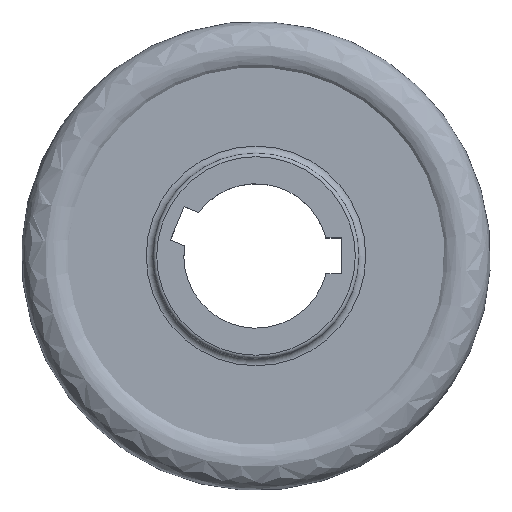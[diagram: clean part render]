
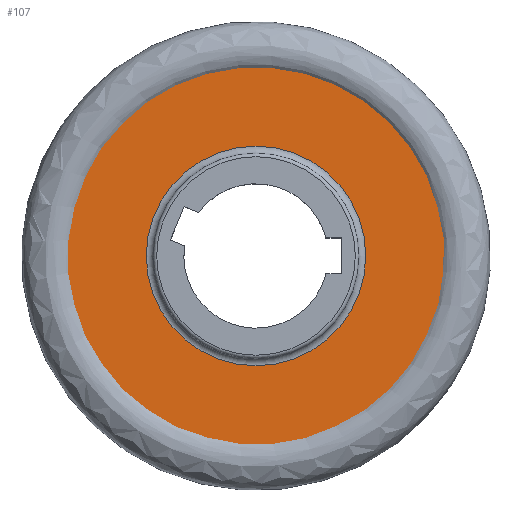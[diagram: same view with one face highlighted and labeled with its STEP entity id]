
A CAD part, top view. The second image highlights one B-rep face of the part: STEP entity #107.
In plain terms, the highlighted planar face has unit normal (0, 0, 1).
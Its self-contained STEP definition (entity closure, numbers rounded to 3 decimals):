
#107=ADVANCED_FACE('',(#137,#138),#127,.F.);
#127=PLANE('',#361);
#137=FACE_BOUND('',#160,.T.);
#138=FACE_BOUND('',#161,.T.);
#160=EDGE_LOOP('',(#190));
#161=EDGE_LOOP('',(#191));
#190=ORIENTED_EDGE('',*,*,#285,.T.);
#191=ORIENTED_EDGE('',*,*,#286,.T.);
#258=VERTEX_POINT('',#495);
#259=VERTEX_POINT('',#497);
#285=EDGE_CURVE('',#258,#258,#319,.T.);
#286=EDGE_CURVE('',#259,#259,#320,.T.);
#319=CIRCLE('',#359,56.9);
#320=CIRCLE('',#360,30.405);
#359=AXIS2_PLACEMENT_3D('',#494,#401,#402);
#360=AXIS2_PLACEMENT_3D('',#496,#403,#404);
#361=AXIS2_PLACEMENT_3D('',#498,#405,#406);
#401=DIRECTION('',(0.,0.,1.));
#402=DIRECTION('',(-1.,0.,0.));
#403=DIRECTION('',(0.,0.,-1.));
#404=DIRECTION('',(-1.,0.,0.));
#405=DIRECTION('',(0.,0.,-1.));
#406=DIRECTION('',(-1.,0.,0.));
#494=CARTESIAN_POINT('',(0.,0.,-2.25));
#495=CARTESIAN_POINT('',(-56.9,0.,-2.25));
#496=CARTESIAN_POINT('',(0.,0.,-2.25));
#497=CARTESIAN_POINT('',(-30.405,0.,-2.25));
#498=CARTESIAN_POINT('',(60.9,0.,-2.25));
